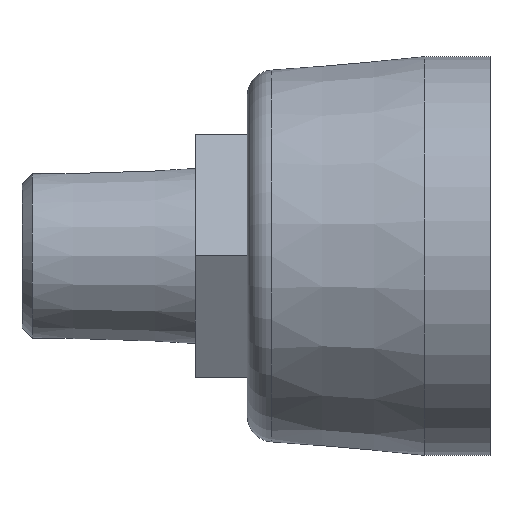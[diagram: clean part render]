
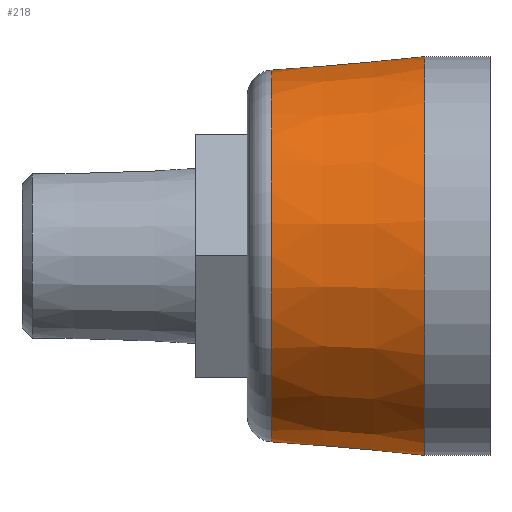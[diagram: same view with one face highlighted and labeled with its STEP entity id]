
A CAD part, top view. The second image highlights one B-rep face of the part: STEP entity #218.
In plain terms, the highlighted conical face has half-angle 5 degrees and reference radius 10.723 mm.
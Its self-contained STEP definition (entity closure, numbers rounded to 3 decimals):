
#21=CONICAL_SURFACE('',#248,10.723,0.087);
#70=ORIENTED_EDGE('',*,*,#119,.F.);
#71=ORIENTED_EDGE('',*,*,#118,.T.);
#118=EDGE_CURVE('',#143,#143,#156,.T.);
#119=EDGE_CURVE('',#144,#144,#157,.T.);
#143=VERTEX_POINT('',#348);
#144=VERTEX_POINT('',#351);
#156=CIRCLE('',#247,10.723);
#157=CIRCLE('',#249,11.5);
#166=EDGE_LOOP('',(#70));
#167=EDGE_LOOP('',(#71));
#188=FACE_BOUND('',#166,.T.);
#189=FACE_BOUND('',#167,.T.);
#218=ADVANCED_FACE('',(#188,#189),#21,.T.);
#247=AXIS2_PLACEMENT_3D('',#347,#280,#281);
#248=AXIS2_PLACEMENT_3D('',#349,#282,#283);
#249=AXIS2_PLACEMENT_3D('',#350,#284,#285);
#280=DIRECTION('',(1.,0.,0.));
#281=DIRECTION('',(0.,0.,-1.));
#282=DIRECTION('',(1.,0.,0.));
#283=DIRECTION('',(0.,0.,-1.));
#284=DIRECTION('',(1.,0.,0.));
#285=DIRECTION('',(0.,0.,-1.));
#347=CARTESIAN_POINT('',(4.369,0.,0.));
#348=CARTESIAN_POINT('',(4.369,0.,-10.723));
#349=CARTESIAN_POINT('',(4.369,0.,0.));
#350=CARTESIAN_POINT('',(13.25,0.,0.));
#351=CARTESIAN_POINT('',(13.25,0.,-11.5));
